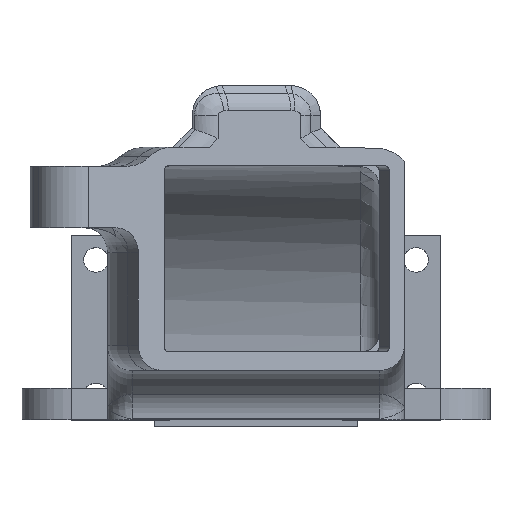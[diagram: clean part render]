
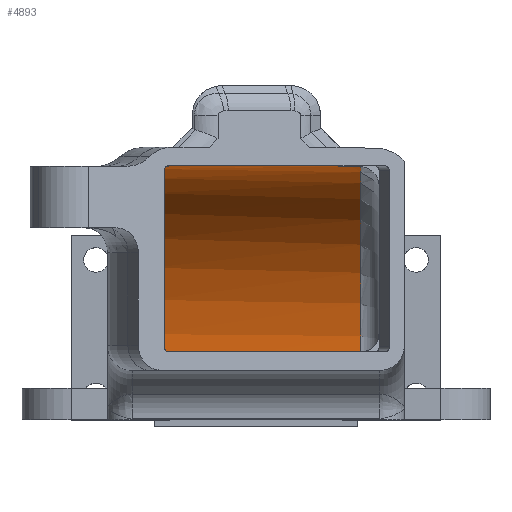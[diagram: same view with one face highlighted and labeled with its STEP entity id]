
A CAD part, top view. The second image highlights one B-rep face of the part: STEP entity #4893.
In plain terms, the highlighted cylindrical face has radius 16.5 mm (diameter 33 mm), a partial arc.
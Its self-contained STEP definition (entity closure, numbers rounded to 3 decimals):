
#164=ELLIPSE('',#5300,39.042,16.5);
#219=CYLINDRICAL_SURFACE('',#5301,16.5);
#361=CIRCLE('',#5284,16.5);
#363=CIRCLE('',#5287,16.5);
#652=FACE_OUTER_BOUND('',#947,.T.);
#947=EDGE_LOOP('',(#4329,#4330,#4331,#4332,#4333));
#1395=LINE('',#9454,#1853);
#1407=LINE('',#9566,#1865);
#1853=VECTOR('',#6449,1000.);
#1865=VECTOR('',#6523,1000.);
#2296=VERTEX_POINT('',#9445);
#2297=VERTEX_POINT('',#9452);
#2301=VERTEX_POINT('',#9485);
#2302=VERTEX_POINT('',#9498);
#2312=VERTEX_POINT('',#9562);
#2965=EDGE_CURVE('',#2296,#2297,#1395,.T.);
#2977=EDGE_CURVE('',#2297,#2301,#361,.T.);
#2979=EDGE_CURVE('',#2302,#2296,#363,.F.);
#2995=EDGE_CURVE('',#2301,#2312,#164,.T.);
#2996=EDGE_CURVE('',#2302,#2312,#1407,.T.);
#4329=ORIENTED_EDGE('',*,*,#2977,.T.);
#4330=ORIENTED_EDGE('',*,*,#2995,.T.);
#4331=ORIENTED_EDGE('',*,*,#2996,.F.);
#4332=ORIENTED_EDGE('',*,*,#2979,.T.);
#4333=ORIENTED_EDGE('',*,*,#2965,.T.);
#4893=ADVANCED_FACE('',(#652),#219,.F.);
#5284=AXIS2_PLACEMENT_3D('',#9496,#6480,#6481);
#5287=AXIS2_PLACEMENT_3D('',#9500,#6486,#6487);
#5300=AXIS2_PLACEMENT_3D('',#9564,#6519,#6520);
#5301=AXIS2_PLACEMENT_3D('',#9565,#6521,#6522);
#6449=DIRECTION('',(1.,0.,0.));
#6480=DIRECTION('center_axis',(1.,0.,0.));
#6481=DIRECTION('ref_axis',(0.,0.,-1.));
#6486=DIRECTION('center_axis',(1.,0.,0.));
#6487=DIRECTION('ref_axis',(0.,0.,-1.));
#6519=DIRECTION('center_axis',(0.423,0.,0.906));
#6520=DIRECTION('ref_axis',(0.906,0.,-0.423));
#6521=DIRECTION('center_axis',(1.,0.,0.));
#6522=DIRECTION('ref_axis',(0.,0.,-1.));
#6523=DIRECTION('',(1.,0.,0.));
#9445=CARTESIAN_POINT('',(-8.5,12.85,-41.));
#9452=CARTESIAN_POINT('',(8.5,12.85,-41.));
#9454=CARTESIAN_POINT('',(-10.,12.85,-41.));
#9485=CARTESIAN_POINT('',(8.5,29.293,-25.876));
#9496=CARTESIAN_POINT('Origin',(8.5,12.85,-24.5));
#9498=CARTESIAN_POINT('',(-8.5,29.35,-24.5));
#9500=CARTESIAN_POINT('Origin',(-8.5,12.85,-24.5));
#9562=CARTESIAN_POINT('',(5.55,29.35,-24.5));
#9564=CARTESIAN_POINT('Origin',(5.55,12.85,-24.5));
#9565=CARTESIAN_POINT('Origin',(-10.,12.85,-24.5));
#9566=CARTESIAN_POINT('',(-10.,29.35,-24.5));
